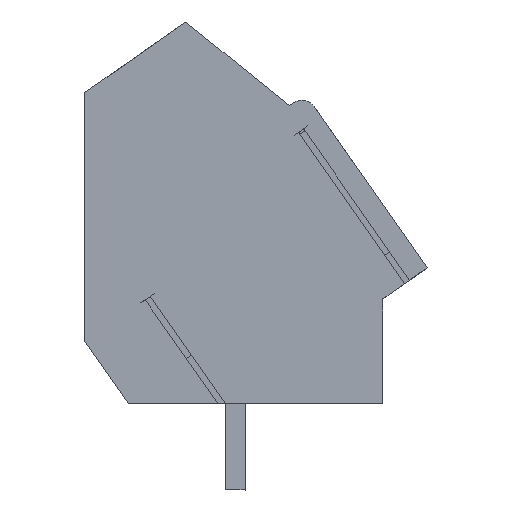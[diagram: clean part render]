
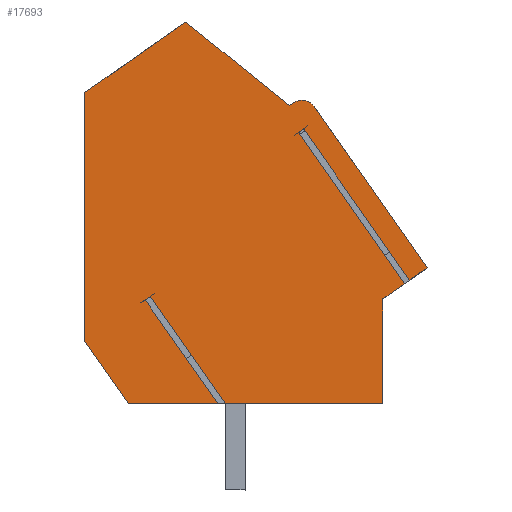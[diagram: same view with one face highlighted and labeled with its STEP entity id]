
A CAD part, left-side view. The second image highlights one B-rep face of the part: STEP entity #17693.
In plain terms, the highlighted planar face has unit normal (-1, 0, 0).
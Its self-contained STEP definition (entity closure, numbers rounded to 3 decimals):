
#16320=AXIS2_PLACEMENT_3D('Circle Axis2P3D',#16318,#16319,$) ;
#17633=AXIS2_PLACEMENT_3D('Plane Axis2P3D',#17630,#17631,#17632) ;
#15972=CARTESIAN_POINT('Vertex',(0.,1.8,3.5)) ;
#15975=CARTESIAN_POINT('Line Origine',(0.,4.996,3.5)) ;
#15979=CARTESIAN_POINT('Vertex',(0.,8.192,3.5)) ;
#16000=CARTESIAN_POINT('Vertex',(0.,8.496,3.5)) ;
#16003=CARTESIAN_POINT('Line Origine',(0.,10.312,3.5)) ;
#16007=CARTESIAN_POINT('Vertex',(0.,12.128,3.5)) ;
#16094=CARTESIAN_POINT('Line Origine',(0.,13.014,4.765)) ;
#16098=CARTESIAN_POINT('Vertex',(0.,13.9,6.03)) ;
#16118=CARTESIAN_POINT('Line Origine',(0.,13.9,11.081)) ;
#16122=CARTESIAN_POINT('Vertex',(0.,13.9,16.132)) ;
#16210=CARTESIAN_POINT('Line Origine',(0.,11.852,17.566)) ;
#16214=CARTESIAN_POINT('Vertex',(0.,9.804,19.)) ;
#16270=CARTESIAN_POINT('Line Origine',(0.,7.696,17.302)) ;
#16274=CARTESIAN_POINT('Vertex',(0.,5.588,15.604)) ;
#16294=CARTESIAN_POINT('Line Origine',(0.,5.506,15.662)) ;
#16298=CARTESIAN_POINT('Vertex',(0.,5.424,15.719)) ;
#16318=CARTESIAN_POINT('Axis2P3D Location',(0.,5.08,15.227)) ;
#16322=CARTESIAN_POINT('Vertex',(0.,4.589,15.572)) ;
#16342=CARTESIAN_POINT('Line Origine',(0.,2.294,12.295)) ;
#16346=CARTESIAN_POINT('Vertex',(0.,0.,9.018)) ;
#16434=CARTESIAN_POINT('Line Origine',(0.,0.358,8.767)) ;
#16438=CARTESIAN_POINT('Vertex',(0.,0.717,8.516)) ;
#16459=CARTESIAN_POINT('Vertex',(0.,0.921,8.373)) ;
#16462=CARTESIAN_POINT('Line Origine',(0.,1.361,8.066)) ;
#16466=CARTESIAN_POINT('Vertex',(0.,1.8,7.758)) ;
#17618=CARTESIAN_POINT('Line Origine',(0.,1.8,5.629)) ;
#17630=CARTESIAN_POINT('Axis2P3D Location',(0.,13.9,0.)) ;
#17635=CARTESIAN_POINT('Line Origine',(0.,9.972,5.608)) ;
#17639=CARTESIAN_POINT('Vertex',(0.,11.448,7.716)) ;
#17642=CARTESIAN_POINT('Line Origine',(0.,11.346,7.788)) ;
#17646=CARTESIAN_POINT('Vertex',(0.,11.244,7.859)) ;
#17649=CARTESIAN_POINT('Line Origine',(0.,9.718,5.68)) ;
#17654=CARTESIAN_POINT('Line Origine',(0.,3.072,11.445)) ;
#17658=CARTESIAN_POINT('Vertex',(0.,5.223,14.517)) ;
#17661=CARTESIAN_POINT('Line Origine',(0.,5.121,14.588)) ;
#17665=CARTESIAN_POINT('Vertex',(0.,5.019,14.66)) ;
#17668=CARTESIAN_POINT('Line Origine',(0.,2.868,11.588)) ;
#15976=DIRECTION('Vector Direction',(0.,1.,0.)) ;
#16004=DIRECTION('Vector Direction',(0.,1.,0.)) ;
#16095=DIRECTION('Vector Direction',(0.,0.574,0.819)) ;
#16119=DIRECTION('Vector Direction',(0.,0.,1.)) ;
#16211=DIRECTION('Vector Direction',(0.,-0.819,0.574)) ;
#16271=DIRECTION('Vector Direction',(0.,-0.779,-0.627)) ;
#16295=DIRECTION('Vector Direction',(0.,-0.819,0.574)) ;
#16319=DIRECTION('Axis2P3D Direction',(-1.,0.,0.)) ;
#16343=DIRECTION('Vector Direction',(0.,-0.574,-0.819)) ;
#16435=DIRECTION('Vector Direction',(0.,0.819,-0.574)) ;
#16463=DIRECTION('Vector Direction',(0.,0.819,-0.574)) ;
#17619=DIRECTION('Vector Direction',(0.,0.,-1.)) ;
#17631=DIRECTION('Axis2P3D Direction',(-1.,0.,0.)) ;
#17632=DIRECTION('Axis2P3D XDirection',(0.,-1.,0.)) ;
#17636=DIRECTION('Vector Direction',(0.,-0.574,-0.819)) ;
#17643=DIRECTION('Vector Direction',(0.,0.819,-0.574)) ;
#17650=DIRECTION('Vector Direction',(0.,-0.574,-0.819)) ;
#17655=DIRECTION('Vector Direction',(0.,-0.574,-0.819)) ;
#17662=DIRECTION('Vector Direction',(0.,0.819,-0.574)) ;
#17669=DIRECTION('Vector Direction',(0.,-0.574,-0.819)) ;
#15977=VECTOR('Line Direction',#15976,1.) ;
#16005=VECTOR('Line Direction',#16004,1.) ;
#16096=VECTOR('Line Direction',#16095,1.) ;
#16120=VECTOR('Line Direction',#16119,1.) ;
#16212=VECTOR('Line Direction',#16211,1.) ;
#16272=VECTOR('Line Direction',#16271,1.) ;
#16296=VECTOR('Line Direction',#16295,1.) ;
#16344=VECTOR('Line Direction',#16343,1.) ;
#16436=VECTOR('Line Direction',#16435,1.) ;
#16464=VECTOR('Line Direction',#16463,1.) ;
#17620=VECTOR('Line Direction',#17619,1.) ;
#17637=VECTOR('Line Direction',#17636,1.) ;
#17644=VECTOR('Line Direction',#17643,1.) ;
#17651=VECTOR('Line Direction',#17650,1.) ;
#17656=VECTOR('Line Direction',#17655,1.) ;
#17663=VECTOR('Line Direction',#17662,1.) ;
#17670=VECTOR('Line Direction',#17669,1.) ;
#17674=ORIENTED_EDGE('',*,*,#16440,.T.) ;
#17675=ORIENTED_EDGE('',*,*,#16348,.T.) ;
#17676=ORIENTED_EDGE('',*,*,#16324,.T.) ;
#17677=ORIENTED_EDGE('',*,*,#16300,.T.) ;
#17678=ORIENTED_EDGE('',*,*,#16276,.T.) ;
#17679=ORIENTED_EDGE('',*,*,#16216,.T.) ;
#17680=ORIENTED_EDGE('',*,*,#16124,.T.) ;
#17681=ORIENTED_EDGE('',*,*,#16100,.T.) ;
#17682=ORIENTED_EDGE('',*,*,#16009,.T.) ;
#17683=ORIENTED_EDGE('',*,*,#17641,.F.) ;
#17684=ORIENTED_EDGE('',*,*,#17648,.F.) ;
#17685=ORIENTED_EDGE('',*,*,#17653,.T.) ;
#17686=ORIENTED_EDGE('',*,*,#15981,.T.) ;
#17687=ORIENTED_EDGE('',*,*,#17622,.T.) ;
#17688=ORIENTED_EDGE('',*,*,#16468,.T.) ;
#17689=ORIENTED_EDGE('',*,*,#17660,.F.) ;
#17690=ORIENTED_EDGE('',*,*,#17667,.F.) ;
#17691=ORIENTED_EDGE('',*,*,#17672,.T.) ;
#17693=ADVANCED_FACE('HOUSING',(#17692),#17634,.T.) ;
#16321=CIRCLE('generated circle',#16320,0.6) ;
#15981=EDGE_CURVE('',#15980,#15973,#15978,.F.) ;
#16009=EDGE_CURVE('',#16008,#16001,#16006,.F.) ;
#16100=EDGE_CURVE('',#16099,#16008,#16097,.F.) ;
#16124=EDGE_CURVE('',#16123,#16099,#16121,.F.) ;
#16216=EDGE_CURVE('',#16215,#16123,#16213,.F.) ;
#16276=EDGE_CURVE('',#16275,#16215,#16273,.F.) ;
#16300=EDGE_CURVE('',#16299,#16275,#16297,.F.) ;
#16324=EDGE_CURVE('',#16323,#16299,#16321,.T.) ;
#16348=EDGE_CURVE('',#16347,#16323,#16345,.F.) ;
#16440=EDGE_CURVE('',#16439,#16347,#16437,.F.) ;
#16468=EDGE_CURVE('',#16467,#16460,#16465,.F.) ;
#17622=EDGE_CURVE('',#15973,#16467,#17621,.F.) ;
#17641=EDGE_CURVE('',#17640,#16001,#17638,.T.) ;
#17648=EDGE_CURVE('',#17647,#17640,#17645,.T.) ;
#17653=EDGE_CURVE('',#17647,#15980,#17652,.T.) ;
#17660=EDGE_CURVE('',#17659,#16460,#17657,.T.) ;
#17667=EDGE_CURVE('',#17666,#17659,#17664,.T.) ;
#17672=EDGE_CURVE('',#17666,#16439,#17671,.T.) ;
#17673=EDGE_LOOP('',(#17674,#17675,#17676,#17677,#17678,#17679,#17680,#17681,#17682,#17683,#17684,#17685,#17686,#17687,#17688,#17689,#17690,#17691)) ;
#17692=FACE_OUTER_BOUND('',#17673,.T.) ;
#15978=LINE('Line',#15975,#15977) ;
#16006=LINE('Line',#16003,#16005) ;
#16097=LINE('Line',#16094,#16096) ;
#16121=LINE('Line',#16118,#16120) ;
#16213=LINE('Line',#16210,#16212) ;
#16273=LINE('Line',#16270,#16272) ;
#16297=LINE('Line',#16294,#16296) ;
#16345=LINE('Line',#16342,#16344) ;
#16437=LINE('Line',#16434,#16436) ;
#16465=LINE('Line',#16462,#16464) ;
#17621=LINE('Line',#17618,#17620) ;
#17638=LINE('Line',#17635,#17637) ;
#17645=LINE('Line',#17642,#17644) ;
#17652=LINE('Line',#17649,#17651) ;
#17657=LINE('Line',#17654,#17656) ;
#17664=LINE('Line',#17661,#17663) ;
#17671=LINE('Line',#17668,#17670) ;
#17634=PLANE('',#17633) ;
#15973=VERTEX_POINT('',#15972) ;
#15980=VERTEX_POINT('',#15979) ;
#16001=VERTEX_POINT('',#16000) ;
#16008=VERTEX_POINT('',#16007) ;
#16099=VERTEX_POINT('',#16098) ;
#16123=VERTEX_POINT('',#16122) ;
#16215=VERTEX_POINT('',#16214) ;
#16275=VERTEX_POINT('',#16274) ;
#16299=VERTEX_POINT('',#16298) ;
#16323=VERTEX_POINT('',#16322) ;
#16347=VERTEX_POINT('',#16346) ;
#16439=VERTEX_POINT('',#16438) ;
#16460=VERTEX_POINT('',#16459) ;
#16467=VERTEX_POINT('',#16466) ;
#17640=VERTEX_POINT('',#17639) ;
#17647=VERTEX_POINT('',#17646) ;
#17659=VERTEX_POINT('',#17658) ;
#17666=VERTEX_POINT('',#17665) ;
